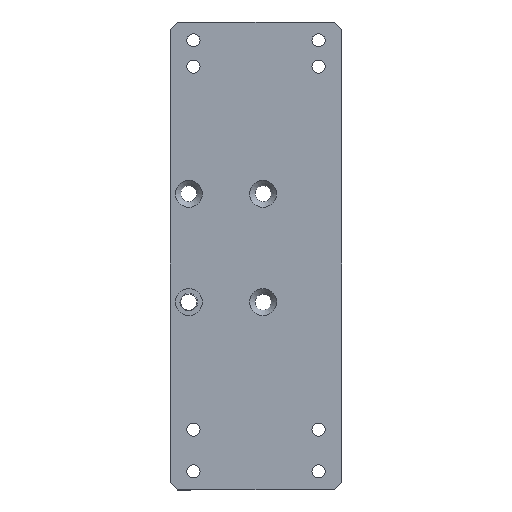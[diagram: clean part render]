
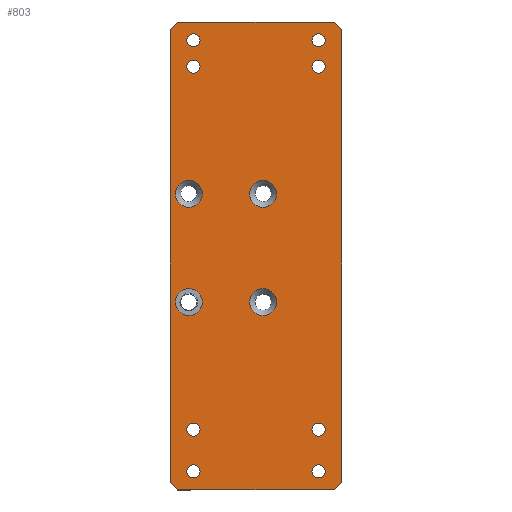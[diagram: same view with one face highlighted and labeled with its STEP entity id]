
A CAD part, top view. The second image highlights one B-rep face of the part: STEP entity #803.
In plain terms, the highlighted planar face has unit normal (0, 0, 1).
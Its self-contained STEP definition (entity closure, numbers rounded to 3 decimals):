
#39=FACE_BOUND('',#166,.T.);
#40=FACE_BOUND('',#167,.T.);
#41=FACE_BOUND('',#168,.T.);
#42=FACE_BOUND('',#169,.T.);
#43=FACE_BOUND('',#170,.T.);
#44=FACE_BOUND('',#171,.T.);
#45=FACE_BOUND('',#172,.T.);
#46=FACE_BOUND('',#173,.T.);
#47=FACE_BOUND('',#174,.T.);
#48=FACE_BOUND('',#175,.T.);
#49=FACE_BOUND('',#176,.T.);
#50=FACE_BOUND('',#177,.T.);
#64=PLANE('',#900);
#107=FACE_OUTER_BOUND('',#165,.T.);
#165=EDGE_LOOP('',(#701,#702,#703,#704,#705,#706,#707,#708));
#166=EDGE_LOOP('',(#709));
#167=EDGE_LOOP('',(#710));
#168=EDGE_LOOP('',(#711));
#169=EDGE_LOOP('',(#712));
#170=EDGE_LOOP('',(#713));
#171=EDGE_LOOP('',(#714));
#172=EDGE_LOOP('',(#715));
#173=EDGE_LOOP('',(#716));
#174=EDGE_LOOP('',(#717));
#175=EDGE_LOOP('',(#718));
#176=EDGE_LOOP('',(#719));
#177=EDGE_LOOP('',(#720));
#226=LINE('',#1295,#294);
#229=LINE('',#1300,#297);
#231=LINE('',#1304,#299);
#233=LINE('',#1308,#301);
#243=LINE('',#1348,#311);
#244=LINE('',#1349,#312);
#245=LINE('',#1351,#313);
#246=LINE('',#1352,#314);
#294=VECTOR('',#1062,10.);
#297=VECTOR('',#1067,10.);
#299=VECTOR('',#1071,10.);
#301=VECTOR('',#1075,10.);
#311=VECTOR('',#1123,10.);
#312=VECTOR('',#1124,10.);
#313=VECTOR('',#1125,10.);
#314=VECTOR('',#1126,10.);
#334=CIRCLE('',#841,2.125);
#336=CIRCLE('',#845,2.125);
#338=CIRCLE('',#849,2.125);
#340=CIRCLE('',#853,2.125);
#342=CIRCLE('',#857,2.125);
#344=CIRCLE('',#861,2.125);
#346=CIRCLE('',#865,2.125);
#348=CIRCLE('',#869,2.125);
#357=CIRCLE('',#899,4.35);
#358=CIRCLE('',#901,4.35);
#359=CIRCLE('',#902,4.35);
#360=CIRCLE('',#903,4.35);
#382=VERTEX_POINT('',#1200);
#384=VERTEX_POINT('',#1208);
#386=VERTEX_POINT('',#1216);
#388=VERTEX_POINT('',#1224);
#390=VERTEX_POINT('',#1232);
#392=VERTEX_POINT('',#1240);
#394=VERTEX_POINT('',#1248);
#396=VERTEX_POINT('',#1256);
#405=VERTEX_POINT('',#1292);
#406=VERTEX_POINT('',#1294);
#407=VERTEX_POINT('',#1298);
#408=VERTEX_POINT('',#1302);
#409=VERTEX_POINT('',#1306);
#418=VERTEX_POINT('',#1342);
#419=VERTEX_POINT('',#1346);
#420=VERTEX_POINT('',#1347);
#421=VERTEX_POINT('',#1350);
#422=VERTEX_POINT('',#1353);
#423=VERTEX_POINT('',#1355);
#424=VERTEX_POINT('',#1357);
#448=EDGE_CURVE('',#382,#382,#334,.T.);
#452=EDGE_CURVE('',#384,#384,#336,.T.);
#456=EDGE_CURVE('',#386,#386,#338,.T.);
#460=EDGE_CURVE('',#388,#388,#340,.T.);
#464=EDGE_CURVE('',#390,#390,#342,.T.);
#468=EDGE_CURVE('',#392,#392,#344,.T.);
#472=EDGE_CURVE('',#394,#394,#346,.T.);
#476=EDGE_CURVE('',#396,#396,#348,.T.);
#494=EDGE_CURVE('',#405,#406,#226,.T.);
#497=EDGE_CURVE('',#405,#407,#229,.T.);
#499=EDGE_CURVE('',#408,#407,#231,.T.);
#501=EDGE_CURVE('',#408,#409,#233,.T.);
#518=EDGE_CURVE('',#418,#418,#357,.T.);
#520=EDGE_CURVE('',#419,#420,#243,.T.);
#521=EDGE_CURVE('',#419,#406,#244,.T.);
#522=EDGE_CURVE('',#421,#409,#245,.T.);
#523=EDGE_CURVE('',#421,#420,#246,.T.);
#524=EDGE_CURVE('',#422,#422,#358,.T.);
#525=EDGE_CURVE('',#423,#423,#359,.T.);
#526=EDGE_CURVE('',#424,#424,#360,.T.);
#701=ORIENTED_EDGE('',*,*,#520,.F.);
#702=ORIENTED_EDGE('',*,*,#521,.T.);
#703=ORIENTED_EDGE('',*,*,#494,.F.);
#704=ORIENTED_EDGE('',*,*,#497,.T.);
#705=ORIENTED_EDGE('',*,*,#499,.F.);
#706=ORIENTED_EDGE('',*,*,#501,.T.);
#707=ORIENTED_EDGE('',*,*,#522,.F.);
#708=ORIENTED_EDGE('',*,*,#523,.T.);
#709=ORIENTED_EDGE('',*,*,#524,.F.);
#710=ORIENTED_EDGE('',*,*,#525,.F.);
#711=ORIENTED_EDGE('',*,*,#476,.F.);
#712=ORIENTED_EDGE('',*,*,#472,.F.);
#713=ORIENTED_EDGE('',*,*,#468,.F.);
#714=ORIENTED_EDGE('',*,*,#464,.F.);
#715=ORIENTED_EDGE('',*,*,#460,.F.);
#716=ORIENTED_EDGE('',*,*,#456,.F.);
#717=ORIENTED_EDGE('',*,*,#452,.F.);
#718=ORIENTED_EDGE('',*,*,#448,.F.);
#719=ORIENTED_EDGE('',*,*,#526,.F.);
#720=ORIENTED_EDGE('',*,*,#518,.F.);
#803=ADVANCED_FACE('',(#107,#39,#40,#41,#42,#43,#44,#45,#46,#47,#48,#49,
#50),#64,.F.);
#841=AXIS2_PLACEMENT_3D('',#1202,#955,#956);
#845=AXIS2_PLACEMENT_3D('',#1210,#965,#966);
#849=AXIS2_PLACEMENT_3D('',#1218,#975,#976);
#853=AXIS2_PLACEMENT_3D('',#1226,#985,#986);
#857=AXIS2_PLACEMENT_3D('',#1234,#995,#996);
#861=AXIS2_PLACEMENT_3D('',#1242,#1005,#1006);
#865=AXIS2_PLACEMENT_3D('',#1250,#1015,#1016);
#869=AXIS2_PLACEMENT_3D('',#1258,#1025,#1026);
#899=AXIS2_PLACEMENT_3D('',#1343,#1118,#1119);
#900=AXIS2_PLACEMENT_3D('',#1345,#1121,#1122);
#901=AXIS2_PLACEMENT_3D('',#1354,#1127,#1128);
#902=AXIS2_PLACEMENT_3D('',#1356,#1129,#1130);
#903=AXIS2_PLACEMENT_3D('',#1358,#1131,#1132);
#955=DIRECTION('center_axis',(0.,0.,
1.));
#956=DIRECTION('ref_axis',(-1.,0.,0.));
#965=DIRECTION('center_axis',(0.,0.,
1.));
#966=DIRECTION('ref_axis',(-1.,0.,0.));
#975=DIRECTION('center_axis',(0.,0.,
1.));
#976=DIRECTION('ref_axis',(-1.,0.,0.));
#985=DIRECTION('center_axis',(0.,0.,
1.));
#986=DIRECTION('ref_axis',(-1.,0.,0.));
#995=DIRECTION('center_axis',(0.,0.,
1.));
#996=DIRECTION('ref_axis',(-1.,0.,0.));
#1005=DIRECTION('center_axis',(0.,0.,
1.));
#1006=DIRECTION('ref_axis',(-1.,0.,0.));
#1015=DIRECTION('center_axis',(0.,0.,
1.));
#1016=DIRECTION('ref_axis',(-1.,0.,0.));
#1025=DIRECTION('center_axis',(0.,0.,
1.));
#1026=DIRECTION('ref_axis',(-1.,0.,0.));
#1062=DIRECTION('',(0.707,-0.707,0.));
#1067=DIRECTION('',(-1.,0.,0.));
#1071=DIRECTION('',(0.707,0.707,0.));
#1075=DIRECTION('',(0.,-1.,0.));
#1118=DIRECTION('center_axis',(0.,0.,
1.));
#1119=DIRECTION('ref_axis',(1.,0.,0.));
#1121=DIRECTION('center_axis',(0.,0.,
-1.));
#1122=DIRECTION('ref_axis',(-1.,0.,0.));
#1123=DIRECTION('',(-0.707,-0.707,0.));
#1124=DIRECTION('',(0.,1.,0.));
#1125=DIRECTION('',(-0.707,0.707,0.));
#1126=DIRECTION('',(1.,0.,0.));
#1127=DIRECTION('center_axis',(0.,0.,
1.));
#1128=DIRECTION('ref_axis',(1.,0.,0.));
#1129=DIRECTION('center_axis',(0.,0.,
1.));
#1130=DIRECTION('ref_axis',(1.,0.,0.));
#1131=DIRECTION('center_axis',(0.,0.,
1.));
#1132=DIRECTION('ref_axis',(1.,0.,0.));
#1200=CARTESIAN_POINT('',(600.986,69.731,-208.249));
#1202=CARTESIAN_POINT('Origin',(598.861,69.731,-208.249));
#1208=CARTESIAN_POINT('',(641.386,83.231,-208.249));
#1210=CARTESIAN_POINT('Origin',(639.261,83.231,-208.249));
#1216=CARTESIAN_POINT('',(600.986,208.963,-208.249));
#1218=CARTESIAN_POINT('Origin',(598.861,208.963,-208.249));
#1224=CARTESIAN_POINT('',(641.386,69.731,-208.249));
#1226=CARTESIAN_POINT('Origin',(639.261,69.731,-208.249));
#1232=CARTESIAN_POINT('',(600.986,83.231,-208.249));
#1234=CARTESIAN_POINT('Origin',(598.861,83.231,-208.249));
#1240=CARTESIAN_POINT('',(600.986,200.463,-208.249));
#1242=CARTESIAN_POINT('Origin',(598.861,200.463,-208.249));
#1248=CARTESIAN_POINT('',(641.386,208.963,-208.249));
#1250=CARTESIAN_POINT('Origin',(639.261,208.963,-208.249));
#1256=CARTESIAN_POINT('',(641.386,200.463,-208.249));
#1258=CARTESIAN_POINT('Origin',(639.261,200.463,-208.249));
#1292=CARTESIAN_POINT('',(644.261,214.863,-208.249));
#1294=CARTESIAN_POINT('',(646.761,212.363,-208.249));
#1295=CARTESIAN_POINT('',(657.478,201.647,-208.249));
#1298=CARTESIAN_POINT('',(593.861,214.863,-208.249));
#1300=CARTESIAN_POINT('',(646.761,214.863,-208.249));
#1302=CARTESIAN_POINT('',(591.361,212.363,-208.249));
#1304=CARTESIAN_POINT('',(580.644,201.647,-208.249));
#1306=CARTESIAN_POINT('',(591.361,66.231,-208.249));
#1308=CARTESIAN_POINT('',(591.361,214.863,-208.249));
#1342=CARTESIAN_POINT('',(617.011,124.396,-208.249));
#1343=CARTESIAN_POINT('Origin',(621.361,124.396,-208.249));
#1345=CARTESIAN_POINT('Origin',(619.061,139.297,-208.249));
#1346=CARTESIAN_POINT('',(646.761,66.231,-208.249));
#1347=CARTESIAN_POINT('',(644.261,63.731,-208.249));
#1348=CARTESIAN_POINT('',(657.478,76.947,-208.249));
#1349=CARTESIAN_POINT('',(646.761,63.731,-208.249));
#1350=CARTESIAN_POINT('',(593.861,63.731,-208.249));
#1351=CARTESIAN_POINT('',(580.644,76.947,-208.249));
#1352=CARTESIAN_POINT('',(591.361,63.731,-208.249));
#1353=CARTESIAN_POINT('',(593.011,124.396,-208.249));
#1354=CARTESIAN_POINT('Origin',(597.361,124.396,-208.249));
#1355=CARTESIAN_POINT('',(593.011,159.396,-208.249));
#1356=CARTESIAN_POINT('Origin',(597.361,159.396,-208.249));
#1357=CARTESIAN_POINT('',(617.011,159.396,-208.249));
#1358=CARTESIAN_POINT('Origin',(621.361,159.396,-208.249));
